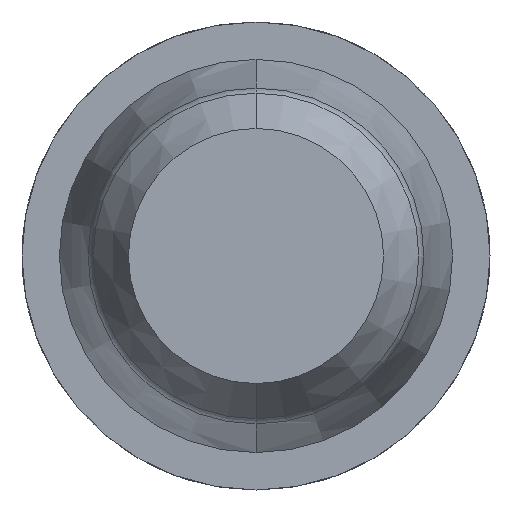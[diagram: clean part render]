
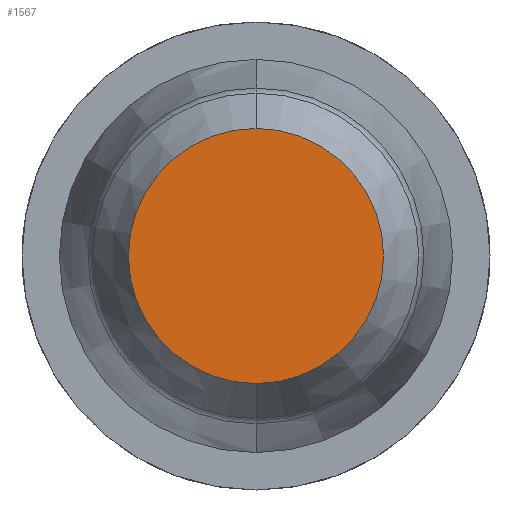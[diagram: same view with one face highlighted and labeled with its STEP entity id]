
A CAD part, front view. The second image highlights one B-rep face of the part: STEP entity #1567.
In plain terms, the highlighted planar face has unit normal (0, -1, 0).
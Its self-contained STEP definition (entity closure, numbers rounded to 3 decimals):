
#122 = AXIS2_PLACEMENT_3D ( 'NONE', #606, #1255, #664 ) ;
#153 = CARTESIAN_POINT ( 'NONE',  ( 0., -30.5, 0. ) ) ;
#278 = CARTESIAN_POINT ( 'NONE',  ( 0., -30.5, 0. ) ) ;
#495 = VERTEX_POINT ( 'NONE', #2189 ) ;
#606 = CARTESIAN_POINT ( 'NONE',  ( 0., -30.5, 0. ) ) ;
#664 = DIRECTION ( 'NONE',  ( 0., 0., 1. ) ) ;
#707 = ORIENTED_EDGE ( 'NONE', *, *, #2330, .F. ) ;
#844 = EDGE_CURVE ( 'Defeature ausgef�hrt3_1+Defeature ausgef�hrt3_0+Defeature ausgef�hrt3_0+Defeature ausgef�hrt3_0', #495, #2265, #2018, .T. ) ;
#898 = EDGE_LOOP ( 'NONE', ( #707, #1916 ) ) ;
#1255 = DIRECTION ( 'NONE',  ( 0., 1., 0. ) ) ;
#1294 = CIRCLE ( 'NONE', #3004, 0.627 ) ;
#1331 = DIRECTION ( 'NONE',  ( 0., 0., 1. ) ) ;
#1567 = ADVANCED_FACE ( 'Defeature ausgef�hrt3_0', ( #2016 ), #2633, .F. ) ;
#1916 = ORIENTED_EDGE ( 'NONE', *, *, #844, .F. ) ;
#2016 = FACE_OUTER_BOUND ( 'NONE', #898, .T. ) ;
#2018 = CIRCLE ( 'NONE', #3496, 0.627 ) ;
#2189 = CARTESIAN_POINT ( 'NONE',  ( 0., -30.5, -0.627 ) ) ;
#2265 = VERTEX_POINT ( 'NONE', #2885 ) ;
#2319 = DIRECTION ( 'NONE',  ( 0., 1., 0. ) ) ;
#2330 = EDGE_CURVE ( 'Defeature ausgef�hrt3_1+Defeature ausgef�hrt3_0+Defeature ausgef�hrt3_0+Defeature ausgef�hrt3_0', #2265, #495, #1294, .T. ) ;
#2355 = DIRECTION ( 'NONE',  ( 0., 0., 1. ) ) ;
#2633 = PLANE ( 'NONE',  #122 ) ;
#2885 = CARTESIAN_POINT ( 'NONE',  ( 0., -30.5, 0.627 ) ) ;
#3004 = AXIS2_PLACEMENT_3D ( 'NONE', #278, #2319, #2355 ) ;
#3377 = DIRECTION ( 'NONE',  ( 0., 1., 0. ) ) ;
#3496 = AXIS2_PLACEMENT_3D ( 'NONE', #153, #3377, #1331 ) ;
